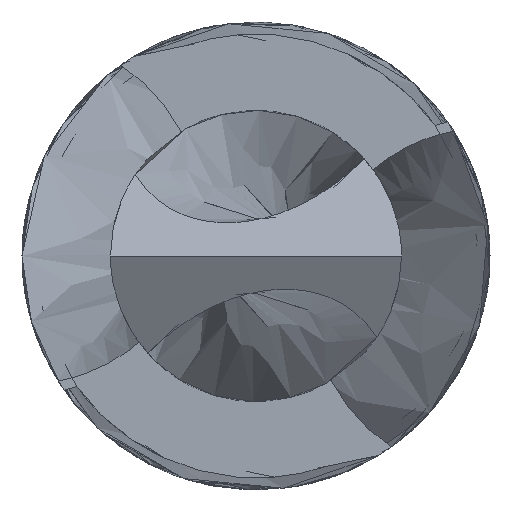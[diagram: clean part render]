
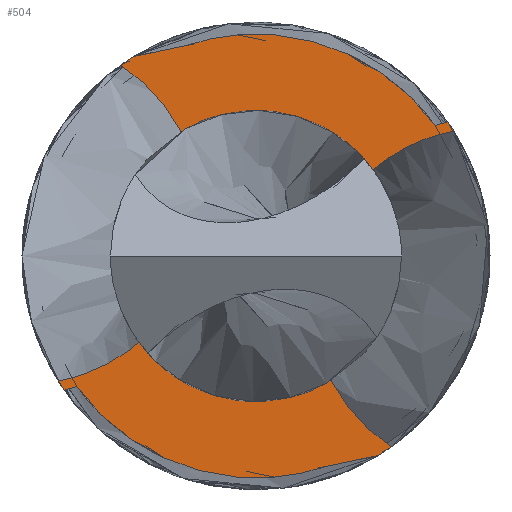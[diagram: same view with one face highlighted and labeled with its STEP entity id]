
A CAD part, front view. The second image highlights one B-rep face of the part: STEP entity #504.
In plain terms, the highlighted face is planar.
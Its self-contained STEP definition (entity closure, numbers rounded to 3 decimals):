
#40=PLANE('',#553);
#69=FACE_OUTER_BOUND('',#101,.T.);
#101=EDGE_LOOP('',(#430,#431,#432,#433,#434,#435,#436,#437,#438,#439,#440,
#441));
#110=CIRCLE('',#536,6.75);
#111=CIRCLE('',#538,6.75);
#112=CIRCLE('',#540,6.75);
#114=CIRCLE('',#545,6.75);
#151=B_SPLINE_CURVE_WITH_KNOTS('',3,(#1195,#1196,#1197,#1198),
 .UNSPECIFIED.,.F.,.F.,(4,4),(3.067,3.142),
 .UNSPECIFIED.);
#153=B_SPLINE_CURVE_WITH_KNOTS('',3,(#1260,#1261,#1262,#1263,#1264),
 .UNSPECIFIED.,.F.,.F.,(4,1,4),(1.878,2.6,3.142),
 .UNSPECIFIED.);
#154=B_SPLINE_CURVE_WITH_KNOTS('',3,(#1305,#1306,#1307,#1308),
 .UNSPECIFIED.,.F.,.F.,(4,4),(0.,0.153),.UNSPECIFIED.);
#155=B_SPLINE_CURVE_WITH_KNOTS('',3,(#1379,#1380,#1381,#1382,#1383,#1384,
#1385),.UNSPECIFIED.,.F.,.F.,(4,1,1,1,4),(0.,0.681,1.362,
1.702,2.383),.UNSPECIFIED.);
#157=B_SPLINE_CURVE_WITH_KNOTS('',3,(#1439,#1440,#1441,#1442),
 .UNSPECIFIED.,.F.,.F.,(4,4),(3.067,3.142),
 .UNSPECIFIED.);
#159=B_SPLINE_CURVE_WITH_KNOTS('',3,(#1506,#1507,#1508,#1509,#1510),
 .UNSPECIFIED.,.F.,.F.,(4,1,4),(1.878,2.6,3.142),
 .UNSPECIFIED.);
#160=B_SPLINE_CURVE_WITH_KNOTS('',3,(#1552,#1553,#1554,#1555),
 .UNSPECIFIED.,.F.,.F.,(4,4),(0.,0.153),.UNSPECIFIED.);
#161=B_SPLINE_CURVE_WITH_KNOTS('',3,(#1626,#1627,#1628,#1629,#1630,#1631,
#1632),.UNSPECIFIED.,.F.,.F.,(4,1,1,1,4),(0.,0.681,1.362,
2.042,2.383),.UNSPECIFIED.);
#208=VERTEX_POINT('',#787);
#209=VERTEX_POINT('',#792);
#210=VERTEX_POINT('',#799);
#211=VERTEX_POINT('',#807);
#212=VERTEX_POINT('',#820);
#213=VERTEX_POINT('',#840);
#220=VERTEX_POINT('',#944);
#221=VERTEX_POINT('',#955);
#225=VERTEX_POINT('',#1184);
#226=VERTEX_POINT('',#1249);
#228=VERTEX_POINT('',#1428);
#230=VERTEX_POINT('',#1495);
#259=EDGE_CURVE('',#209,#208,#110,.T.);
#262=EDGE_CURVE('',#211,#210,#111,.T.);
#265=EDGE_CURVE('',#213,#212,#112,.T.);
#276=EDGE_CURVE('',#221,#220,#114,.T.);
#286=EDGE_CURVE('',#208,#225,#151,.T.);
#288=EDGE_CURVE('',#225,#226,#153,.T.);
#289=EDGE_CURVE('',#226,#211,#154,.T.);
#290=EDGE_CURVE('',#210,#213,#155,.T.);
#293=EDGE_CURVE('',#212,#228,#157,.T.);
#296=EDGE_CURVE('',#228,#230,#159,.T.);
#298=EDGE_CURVE('',#230,#221,#160,.T.);
#299=EDGE_CURVE('',#220,#209,#161,.T.);
#430=ORIENTED_EDGE('',*,*,#290,.T.);
#431=ORIENTED_EDGE('',*,*,#265,.T.);
#432=ORIENTED_EDGE('',*,*,#293,.T.);
#433=ORIENTED_EDGE('',*,*,#296,.T.);
#434=ORIENTED_EDGE('',*,*,#298,.T.);
#435=ORIENTED_EDGE('',*,*,#276,.T.);
#436=ORIENTED_EDGE('',*,*,#299,.T.);
#437=ORIENTED_EDGE('',*,*,#259,.T.);
#438=ORIENTED_EDGE('',*,*,#286,.T.);
#439=ORIENTED_EDGE('',*,*,#288,.T.);
#440=ORIENTED_EDGE('',*,*,#289,.T.);
#441=ORIENTED_EDGE('',*,*,#262,.T.);
#504=ADVANCED_FACE('',(#69),#40,.F.);
#536=AXIS2_PLACEMENT_3D('',#793,#579,#580);
#538=AXIS2_PLACEMENT_3D('',#808,#583,#584);
#540=AXIS2_PLACEMENT_3D('',#841,#587,#588);
#545=AXIS2_PLACEMENT_3D('',#956,#598,#599);
#553=AXIS2_PLACEMENT_3D('',#1785,#616,#617);
#579=DIRECTION('center_axis',(0.,-1.,0.));
#580=DIRECTION('ref_axis',(1.,0.,0.));
#583=DIRECTION('center_axis',(0.,-1.,0.));
#584=DIRECTION('ref_axis',(1.,0.,0.));
#587=DIRECTION('center_axis',(0.,-1.,0.));
#588=DIRECTION('ref_axis',(1.,0.,0.));
#598=DIRECTION('center_axis',(0.,-1.,0.));
#599=DIRECTION('ref_axis',(1.,0.,0.));
#616=DIRECTION('center_axis',(0.,1.,0.));
#617=DIRECTION('ref_axis',(0.,0.,1.));
#787=CARTESIAN_POINT('',(-5.532,0.,-3.868));
#792=CARTESIAN_POINT('',(-5.706,0.,-3.606));
#793=CARTESIAN_POINT('Origin',(0.,0.,0.));
#799=CARTESIAN_POINT('',(3.904,0.,-5.507));
#807=CARTESIAN_POINT('',(3.528,0.,-5.754));
#808=CARTESIAN_POINT('Origin',(0.,0.,0.));
#820=CARTESIAN_POINT('',(5.532,0.,3.868));
#840=CARTESIAN_POINT('',(5.706,0.,3.606));
#841=CARTESIAN_POINT('Origin',(0.,0.,0.));
#944=CARTESIAN_POINT('',(-3.904,0.,5.507));
#955=CARTESIAN_POINT('',(-3.528,0.,5.754));
#956=CARTESIAN_POINT('Origin',(0.,0.,0.));
#1184=CARTESIAN_POINT('',(-5.173,0.,-3.769));
#1195=CARTESIAN_POINT('Ctrl Pts',(-5.532,0.,
-3.868));
#1196=CARTESIAN_POINT('Ctrl Pts',(-5.411,0.,
-3.839));
#1197=CARTESIAN_POINT('Ctrl Pts',(-5.291,0.,
-3.806));
#1198=CARTESIAN_POINT('Ctrl Pts',(-5.173,0.,
-3.769));
#1249=CARTESIAN_POINT('',(2.031,0.,-6.069));
#1260=CARTESIAN_POINT('Ctrl Pts',(-5.173,0.,
-3.769));
#1261=CARTESIAN_POINT('Ctrl Pts',(-4.265,0.,
-5.014));
#1262=CARTESIAN_POINT('Ctrl Pts',(-1.862,0.,
-6.585));
#1263=CARTESIAN_POINT('Ctrl Pts',(0.935,0.,
-6.436));
#1264=CARTESIAN_POINT('Ctrl Pts',(2.031,0.,
-6.069));
#1305=CARTESIAN_POINT('Ctrl Pts',(2.031,0.,
-6.069));
#1306=CARTESIAN_POINT('Ctrl Pts',(2.53,0.,
-5.964));
#1307=CARTESIAN_POINT('Ctrl Pts',(3.029,0.,
-5.859));
#1308=CARTESIAN_POINT('Ctrl Pts',(3.528,0.,
-5.754));
#1379=CARTESIAN_POINT('Ctrl Pts',(3.904,0.,
-5.507));
#1380=CARTESIAN_POINT('Ctrl Pts',(2.951,0.,-4.89));
#1381=CARTESIAN_POINT('Ctrl Pts',(1.485,0.,-2.983));
#1382=CARTESIAN_POINT('Ctrl Pts',(1.564,0.,
0.016));
#1383=CARTESIAN_POINT('Ctrl Pts',(3.037,0.,
2.494));
#1384=CARTESIAN_POINT('Ctrl Pts',(4.591,0.,
3.398));
#1385=CARTESIAN_POINT('Ctrl Pts',(5.706,0.,
3.606));
#1428=CARTESIAN_POINT('',(5.173,0.,3.769));
#1439=CARTESIAN_POINT('Ctrl Pts',(5.532,0.,
3.868));
#1440=CARTESIAN_POINT('Ctrl Pts',(5.411,0.,
3.839));
#1441=CARTESIAN_POINT('Ctrl Pts',(5.291,0.,
3.806));
#1442=CARTESIAN_POINT('Ctrl Pts',(5.173,0.,
3.769));
#1495=CARTESIAN_POINT('',(-2.031,0.,6.069));
#1506=CARTESIAN_POINT('Ctrl Pts',(5.173,0.,
3.769));
#1507=CARTESIAN_POINT('Ctrl Pts',(4.265,0.,
5.014));
#1508=CARTESIAN_POINT('Ctrl Pts',(1.862,0.,
6.585));
#1509=CARTESIAN_POINT('Ctrl Pts',(-0.935,0.,
6.436));
#1510=CARTESIAN_POINT('Ctrl Pts',(-2.031,0.,
6.069));
#1552=CARTESIAN_POINT('Ctrl Pts',(-2.031,0.,
6.069));
#1553=CARTESIAN_POINT('Ctrl Pts',(-2.53,0.,
5.964));
#1554=CARTESIAN_POINT('Ctrl Pts',(-3.029,0.,
5.859));
#1555=CARTESIAN_POINT('Ctrl Pts',(-3.528,0.,
5.754));
#1626=CARTESIAN_POINT('Ctrl Pts',(-3.904,0.,
5.507));
#1627=CARTESIAN_POINT('Ctrl Pts',(-2.951,0.,
4.89));
#1628=CARTESIAN_POINT('Ctrl Pts',(-1.487,0.,
2.986));
#1629=CARTESIAN_POINT('Ctrl Pts',(-1.575,0.,
-0.623));
#1630=CARTESIAN_POINT('Ctrl Pts',(-3.526,0.,
-2.908));
#1631=CARTESIAN_POINT('Ctrl Pts',(-5.149,0.,
-3.502));
#1632=CARTESIAN_POINT('Ctrl Pts',(-5.706,0.,
-3.606));
#1785=CARTESIAN_POINT('Origin',(0.,0.,0.));
